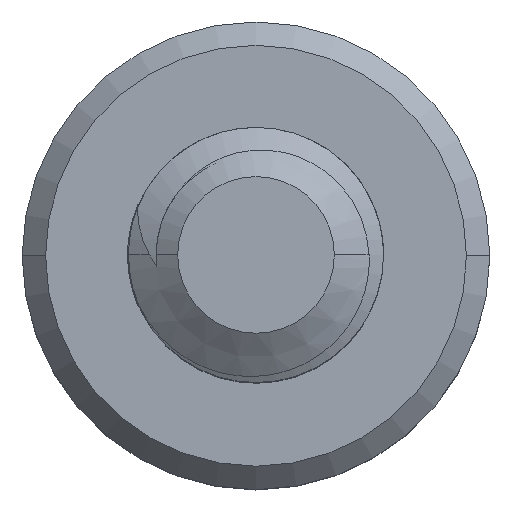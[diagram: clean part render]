
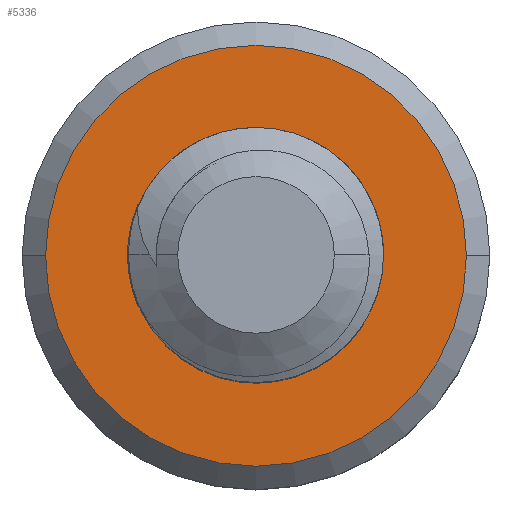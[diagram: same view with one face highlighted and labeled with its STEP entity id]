
A CAD part, top view. The second image highlights one B-rep face of the part: STEP entity #5336.
In plain terms, the highlighted planar face has unit normal (0, 0, 1).
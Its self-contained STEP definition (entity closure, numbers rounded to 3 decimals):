
#88 = CARTESIAN_POINT ( 'NONE',  ( -1.209, 0.856, -6. ) ) ;
#142 = CIRCLE ( 'NONE', #6186, 1.175 ) ;
#152 = AXIS2_PLACEMENT_3D ( 'NONE', #7657, #2921, #2955 ) ;
#215 = DIRECTION ( 'NONE',  ( -1., 0., 0. ) ) ;
#325 = CARTESIAN_POINT ( 'NONE',  ( 1.301, 0.351, -6. ) ) ;
#350 = EDGE_LOOP ( 'NONE', ( #738, #509, #1067, #5436 ) ) ;
#378 = CARTESIAN_POINT ( 'NONE',  ( 0., -1.175, -6. ) ) ;
#409 = VERTEX_POINT ( 'NONE', #4575 ) ;
#509 = ORIENTED_EDGE ( 'NONE', *, *, #6091, .T. ) ;
#575 = VERTEX_POINT ( 'NONE', #7069 ) ;
#580 = CARTESIAN_POINT ( 'NONE',  ( 0., 0., -6. ) ) ;
#581 = CARTESIAN_POINT ( 'NONE',  ( 0., 0., -6. ) ) ;
#591 = CARTESIAN_POINT ( 'NONE',  ( -1.137, 0.968, -6. ) ) ;
#629 = CARTESIAN_POINT ( 'NONE',  ( -1.423, 0.097, -6. ) ) ;
#737 = CARTESIAN_POINT ( 'NONE',  ( -0.133, -1.189, -6. ) ) ;
#738 = ORIENTED_EDGE ( 'NONE', *, *, #6612, .F. ) ;
#1014 = CIRCLE ( 'NONE', #4109, 1.5 ) ;
#1067 = ORIENTED_EDGE ( 'NONE', *, *, #4734, .T. ) ;
#1171 = CARTESIAN_POINT ( 'NONE',  ( -1.362, 0.488, -6. ) ) ;
#1247 = CARTESIAN_POINT ( 'NONE',  ( -1.322, 0.617, -6. ) ) ;
#1374 = CARTESIAN_POINT ( 'NONE',  ( 0.522, 1.38, -6. ) ) ;
#1610 = EDGE_LOOP ( 'NONE', ( #6962, #7589 ) ) ;
#1707 = CARTESIAN_POINT ( 'NONE',  ( 2.475, 0., -6. ) ) ;
#1743 = FACE_OUTER_BOUND ( 'NONE', #1610, .T. ) ;
#1745 = CARTESIAN_POINT ( 'NONE',  ( -2.475, 0., -6. ) ) ;
#1791 = CARTESIAN_POINT ( 'NONE',  ( 0., -1.175, -6. ) ) ;
#1853 = VERTEX_POINT ( 'NONE', #378 ) ;
#1871 = CARTESIAN_POINT ( 'NONE',  ( -1.155, -0.655, -6. ) ) ;
#2006 = B_SPLINE_CURVE_WITH_KNOTS ( 'NONE', 3,
 ( #4315, #6662, #1374, #5431, #6085, #5507, #2582, #325, #2114, #4470, #7513, #6201, #6852, #4431 ),
 .UNSPECIFIED., .F., .F.,
 ( 4, 2, 2, 2, 2, 2, 4 ),
 ( 0., 0.001, 0.001, 0.002, 0.002, 0.003, 0.003 ),
 .UNSPECIFIED. ) ;
#2114 = CARTESIAN_POINT ( 'NONE',  ( 1.317, 0.073, -6. ) ) ;
#2218 = VERTEX_POINT ( 'NONE', #1745 ) ;
#2298 = VERTEX_POINT ( 'NONE', #1707 ) ;
#2378 = CARTESIAN_POINT ( 'NONE',  ( -0.265, -1.182, -6. ) ) ;
#2441 = DIRECTION ( 'NONE',  ( 1., 0., 0. ) ) ;
#2534 = CARTESIAN_POINT ( 'NONE',  ( -0.878, -0.941, -6. ) ) ;
#2582 = CARTESIAN_POINT ( 'NONE',  ( 1.161, 0.72, -6. ) ) ;
#2583 = CARTESIAN_POINT ( 'NONE',  ( 0., 0., -6. ) ) ;
#2902 = EDGE_CURVE ( 'NONE', #2298, #2218, #3488, .T. ) ;
#2921 = DIRECTION ( 'NONE',  ( 0., 0., 1. ) ) ;
#2955 = DIRECTION ( 'NONE',  ( -1., 0., 0. ) ) ;
#2985 = DIRECTION ( 'NONE',  ( -1., 0., 0. ) ) ;
#3487 = CIRCLE ( 'NONE', #3726, 2.475 ) ;
#3488 = CIRCLE ( 'NONE', #152, 2.475 ) ;
#3659 = CARTESIAN_POINT ( 'NONE',  ( 0., 0., -6. ) ) ;
#3726 = AXIS2_PLACEMENT_3D ( 'NONE', #3659, #6629, #215 ) ;
#4066 = CARTESIAN_POINT ( 'NONE',  ( 0., 1.5, -6. ) ) ;
#4103 = FACE_BOUND ( 'NONE', #350, .T. ) ;
#4109 = AXIS2_PLACEMENT_3D ( 'NONE', #2583, #4924, #7275 ) ;
#4115 = CARTESIAN_POINT ( 'NONE',  ( -1.226, -0.541, -6. ) ) ;
#4191 = CARTESIAN_POINT ( 'NONE',  ( -0.649, -1.077, -6. ) ) ;
#4267 = CARTESIAN_POINT ( 'NONE',  ( -1.051, 1.07, -6. ) ) ;
#4315 = CARTESIAN_POINT ( 'NONE',  ( 0., 1.5, -6. ) ) ;
#4431 = CARTESIAN_POINT ( 'NONE',  ( 0.823, -0.839, -6. ) ) ;
#4470 = CARTESIAN_POINT ( 'NONE',  ( 1.215, -0.312, -6. ) ) ;
#4575 = CARTESIAN_POINT ( 'NONE',  ( -1.051, 1.07, -6. ) ) ;
#4734 = EDGE_CURVE ( 'NONE', #575, #1853, #142, .T. ) ;
#4736 = CARTESIAN_POINT ( 'NONE',  ( -0.98, -0.856, -6. ) ) ;
#4737 = VERTEX_POINT ( 'NONE', #4066 ) ;
#4853 = AXIS2_PLACEMENT_3D ( 'NONE', #581, #5291, #2985 ) ;
#4924 = DIRECTION ( 'NONE',  ( 0., 0., 1. ) ) ;
#5291 = DIRECTION ( 'NONE',  ( 0., 0., -1. ) ) ;
#5336 = ADVANCED_FACE ( 'NONE', ( #1743, #4103 ), #6450, .F. ) ;
#5343 = CARTESIAN_POINT ( 'NONE',  ( -1.387, -0.178, -6. ) ) ;
#5431 = CARTESIAN_POINT ( 'NONE',  ( 0.84, 1.143, -6. ) ) ;
#5436 = ORIENTED_EDGE ( 'NONE', *, *, #7551, .T. ) ;
#5498 = B_SPLINE_CURVE_WITH_KNOTS ( 'NONE', 3,
 ( #1791, #737, #2378, #6534, #4191, #2534, #4736, #1871, #4115, #5343, #629, #1171, #1247, #88, #591, #4267 ),
 .UNSPECIFIED., .F., .F.,
 ( 4, 2, 2, 2, 2, 2, 2, 4 ),
 ( 0., 0., 0.001, 0.001, 0.002, 0.002, 0.003, 0.003 ),
 .UNSPECIFIED. ) ;
#5507 = CARTESIAN_POINT ( 'NONE',  ( 1.095, 0.838, -6. ) ) ;
#5871 = DIRECTION ( 'NONE',  ( 0., 0., -1. ) ) ;
#6085 = CARTESIAN_POINT ( 'NONE',  ( 0.935, 1.048, -6. ) ) ;
#6091 = EDGE_CURVE ( 'NONE', #4737, #575, #2006, .T. ) ;
#6186 = AXIS2_PLACEMENT_3D ( 'NONE', #580, #5871, #2441 ) ;
#6201 = CARTESIAN_POINT ( 'NONE',  ( 1.017, -0.659, -6. ) ) ;
#6450 = PLANE ( 'NONE',  #4853 ) ;
#6534 = CARTESIAN_POINT ( 'NONE',  ( -0.526, -1.125, -6. ) ) ;
#6612 = EDGE_CURVE ( 'NONE', #4737, #409, #1014, .T. ) ;
#6629 = DIRECTION ( 'NONE',  ( 0., 0., 1. ) ) ;
#6662 = CARTESIAN_POINT ( 'NONE',  ( 0.266, 1.478, -6. ) ) ;
#6852 = CARTESIAN_POINT ( 'NONE',  ( 0.93, -0.757, -6. ) ) ;
#6962 = ORIENTED_EDGE ( 'NONE', *, *, #7423, .T. ) ;
#7069 = CARTESIAN_POINT ( 'NONE',  ( 0.823, -0.839, -6. ) ) ;
#7275 = DIRECTION ( 'NONE',  ( 1., 0., 0. ) ) ;
#7423 = EDGE_CURVE ( 'NONE', #2218, #2298, #3487, .T. ) ;
#7513 = CARTESIAN_POINT ( 'NONE',  ( 1.161, -0.435, -6. ) ) ;
#7551 = EDGE_CURVE ( 'NONE', #1853, #409, #5498, .T. ) ;
#7589 = ORIENTED_EDGE ( 'NONE', *, *, #2902, .T. ) ;
#7657 = CARTESIAN_POINT ( 'NONE',  ( 0., 0., -6. ) ) ;
